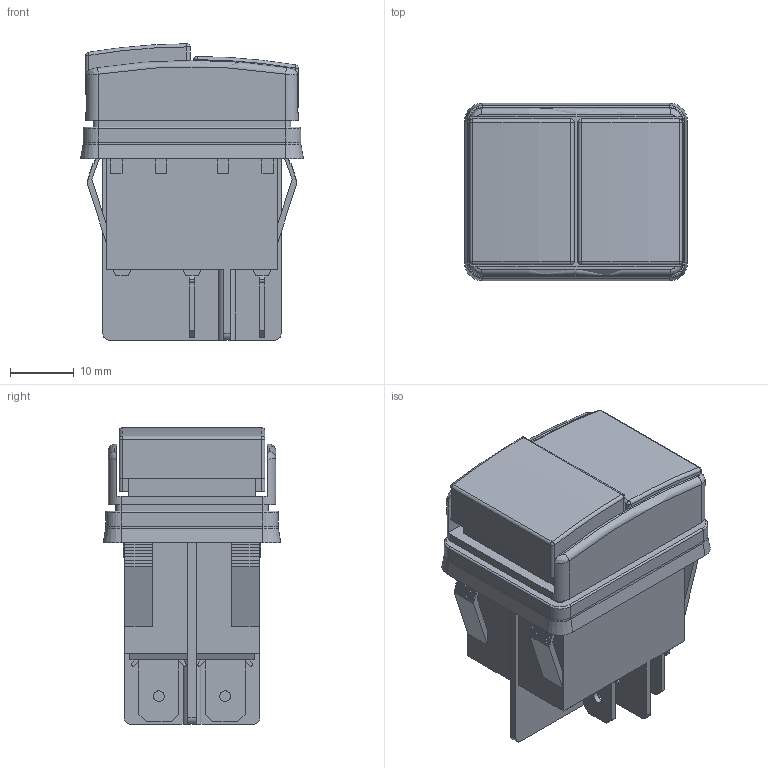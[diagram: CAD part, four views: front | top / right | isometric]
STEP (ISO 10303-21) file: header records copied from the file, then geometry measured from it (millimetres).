
FILE_DESCRIPTION(/* description */ (''),/* implementation_level */ '2;1');
FILE_NAME(/* name */ 'PB242Dxx00.stp',/* time_stamp */ '2026-01-18T19:01:38-06:00',/* author */ ('jmeyers'),/* organization */ (''),/* preprocessor_version */ 'ST-DEVELOPER v18.1',/* originating_system */ 'Autodesk Inventor 2022',/* authorisation */ '');
FILE_SCHEMA (('AUTOMOTIVE_DESIGN { 1 0 10303 214 3 1 1 }'));
Length unit declared in the file: inch
Products named in the file (1): Part57
Bounding box: 35 x 27.9 x 46.6 mm (x, y, z)
Volume: 24037.4 mm3; surface area: 12509.7 mm2
Topology: 1 solids, 1 shells, 534 faces, 1427 edges, 918 vertices
Faces by surface type: plane 368, cylinder 69, bspline 67, torus 14, cone 8, sphere 8
Full cylindrical faces by diameter (mm): 1.7 x4, 8 x1
Entity records: 16884 total; most frequent: CARTESIAN_POINT 3859, ORIENTED_EDGE 2846, DIRECTION 2393, EDGE_CURVE 1423, LINE 1113, VECTOR 1113, VERTEX_POINT 918, AXIS2_PLACEMENT_3D 640
